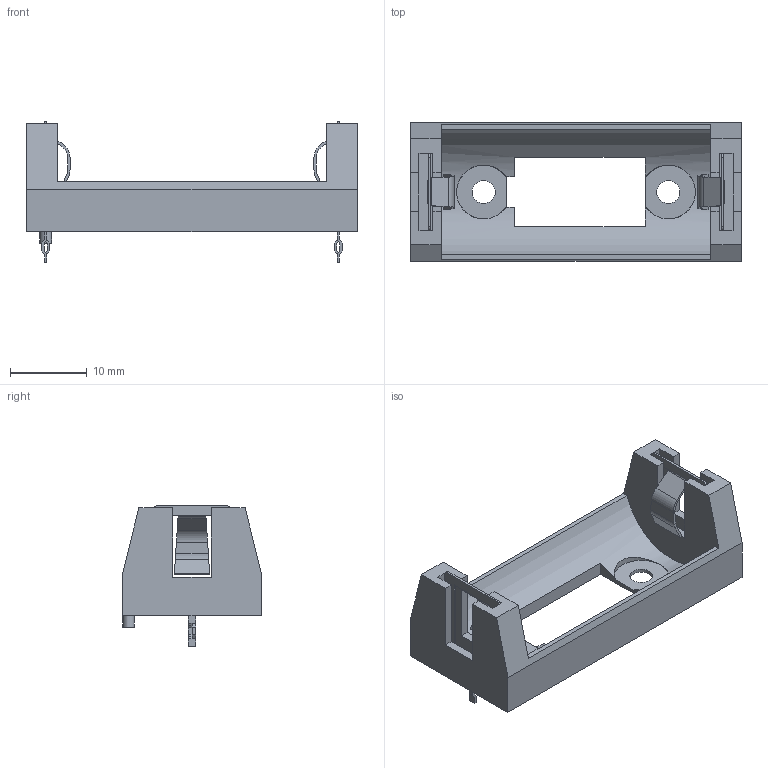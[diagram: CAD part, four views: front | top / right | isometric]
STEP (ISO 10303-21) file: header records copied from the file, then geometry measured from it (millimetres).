
FILE_DESCRIPTION(('FreeCAD Model'),'2;1');
FILE_NAME('CR123A.step', '2017-01-02T15:29:36',('DiegoLale'),('Lalebots'), 'Open CASCADE STEP processor 6.8','FreeCAD','Unknown');
FILE_SCHEMA(('AUTOMOTIVE_DESIGN_CC2 { 1 2 10303 214 -1 1 5 4 }'));
Length unit declared in the file: millimetre
Products named in the file (3): ASSEMBLY; conectores; cuerpo
Assembly tree (2 placements, depth 2):
  ASSEMBLY
    conectores
    cuerpo
Bounding box: 43 x 18 x 18.3 mm (x, y, z)
Volume: 2690.9 mm3; surface area: 3835.7 mm2
Topology: 3 solids, 3 shells, 184 faces, 533 edges, 350 vertices
Faces by surface type: plane 156, cylinder 28
Full cylindrical faces by diameter (mm): 1.5 x1, 3 x2
Entity records: 13911 total; most frequent: CARTESIAN_POINT 3686, DIRECTION 1737, LINE 1207, VECTOR 1207, ORIENTED_EDGE 1062, PCURVE 1062, DEFINITIONAL_REPRESENTATION 1062, EDGE_CURVE 531
